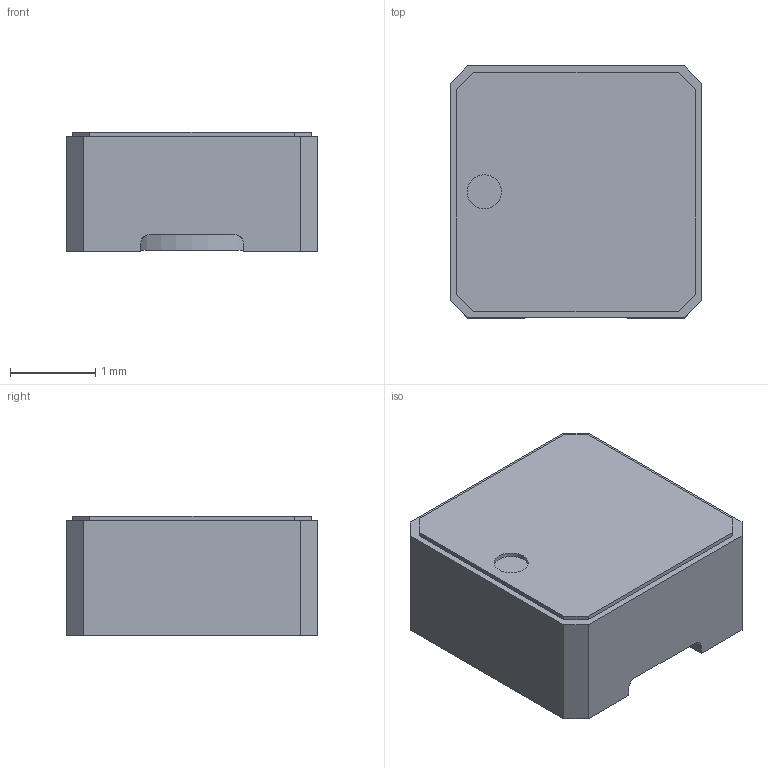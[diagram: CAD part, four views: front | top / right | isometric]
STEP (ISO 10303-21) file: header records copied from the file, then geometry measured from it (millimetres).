
FILE_DESCRIPTION (( 'STEP AP214' ), '1' );
FILE_NAME ('User Library-LPS3015.STEP', '2022-03-25T20:13:39', ( '' ), ( '' ), 'SwSTEP 2.0', 'SolidWorks 2021', '' );
FILE_SCHEMA (( 'AUTOMOTIVE_DESIGN' ));
Length unit declared in the file: millimetre
Products named in the file (1): User Library-LPS3015
Bounding box: 2.95 x 2.95 x 1.4 mm (x, y, z)
Volume: 11.3 mm3; surface area: 46.6 mm2
Topology: 1 solids, 1 shells, 48 faces, 129 edges, 86 vertices
Faces by surface type: plane 29, cylinder 19
Entity records: 1740 total; most frequent: CARTESIAN_POINT 324, DIRECTION 261, ORIENTED_EDGE 258, EDGE_CURVE 129, AXIS2_PLACEMENT_3D 87, VECTOR 87, LINE 87, VERTEX_POINT 86
